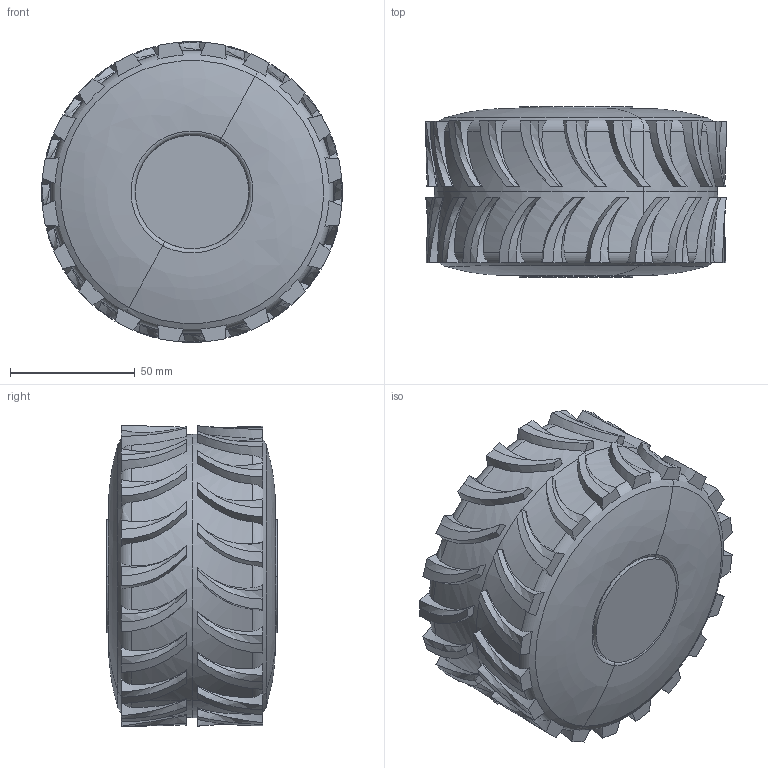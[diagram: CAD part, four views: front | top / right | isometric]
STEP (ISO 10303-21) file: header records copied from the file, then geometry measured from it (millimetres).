
FILE_DESCRIPTION(('FreeCAD Model'),'2;1');
FILE_NAME('Open CASCADE Shape Model','2025-05-04T13:04:08',('FreeCAD'),( 'FreeCAD'),'Open CASCADE STEP processor 7.6','FreeCAD','Unknown');
FILE_SCHEMA(('AUTOMOTIVE_DESIGN { 1 0 10303 214 1 1 1 1 }'));
Length unit declared in the file: millimetre
Products named in the file (1): Open CASCADE STEP translator 7.6 1
Bounding box: 120.34 x 68.09 x 120.34 mm (x, y, z)
Volume: 204580.3 mm3; surface area: 96830.3 mm2
Topology: 2 solids, 2 shells, 518 faces, 1520 edges, 1004 vertices
Faces by surface type: bspline 518
Entity records: 28302 total; most frequent: CARTESIAN_POINT 19314, ORIENTED_EDGE 3040, EDGE_CURVE 1520, B_SPLINE_CURVE_WITH_KNOTS 1361, VERTEX_POINT 1004, ADVANCED_FACE 518, FACE_BOUND 518, EDGE_LOOP 518
